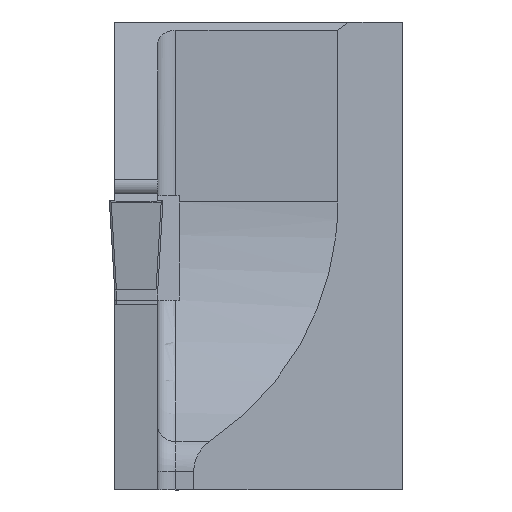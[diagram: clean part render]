
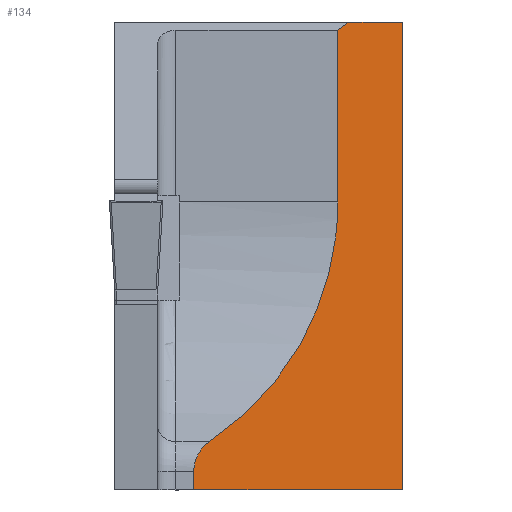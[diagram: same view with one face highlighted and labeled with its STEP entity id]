
A CAD part, left-side view. The second image highlights one B-rep face of the part: STEP entity #134.
In plain terms, the highlighted planar face has unit normal (-0.707, -0.707, 0).
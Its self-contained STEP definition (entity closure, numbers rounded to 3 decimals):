
#71=ELLIPSE('',#1767,2.828,2.);
#72=ELLIPSE('',#1769,22.627,16.);
#134=ADVANCED_FACE('',(#300),#222,.F.);
#222=PLANE('',#1778);
#300=FACE_OUTER_BOUND('',#392,.T.);
#392=EDGE_LOOP('',(#636,#637,#638,#639,#640,#641,#642,#643));
#636=ORIENTED_EDGE('',*,*,#1204,.F.);
#637=ORIENTED_EDGE('',*,*,#1197,.F.);
#638=ORIENTED_EDGE('',*,*,#1196,.F.);
#639=ORIENTED_EDGE('',*,*,#1193,.F.);
#640=ORIENTED_EDGE('',*,*,#1121,.F.);
#641=ORIENTED_EDGE('',*,*,#1125,.F.);
#642=ORIENTED_EDGE('',*,*,#1112,.F.);
#643=ORIENTED_EDGE('',*,*,#1209,.T.);
#958=VERTEX_POINT('',#2358);
#959=VERTEX_POINT('',#2359);
#967=VERTEX_POINT('',#2376);
#968=VERTEX_POINT('',#2378);
#1008=VERTEX_POINT('',#2515);
#1010=VERTEX_POINT('',#2521);
#1012=VERTEX_POINT('',#2527);
#1018=VERTEX_POINT('',#2541);
#1112=EDGE_CURVE('',#958,#959,#1351,.T.);
#1121=EDGE_CURVE('',#967,#968,#1360,.T.);
#1125=EDGE_CURVE('',#959,#967,#1363,.T.);
#1193=EDGE_CURVE('',#968,#1008,#1425,.T.);
#1196=EDGE_CURVE('',#1008,#1010,#71,.T.);
#1197=EDGE_CURVE('',#1010,#1012,#72,.T.);
#1204=EDGE_CURVE('',#1012,#1018,#1431,.T.);
#1209=EDGE_CURVE('',#958,#1018,#1434,.T.);
#1351=LINE('',#2357,#1541);
#1360=LINE('',#2377,#1550);
#1363=LINE('',#2384,#1553);
#1425=LINE('',#2518,#1615);
#1431=LINE('',#2540,#1621);
#1434=LINE('',#2550,#1624);
#1541=VECTOR('',#1883,1.);
#1550=VECTOR('',#1894,1.);
#1553=VECTOR('',#1901,1.);
#1615=VECTOR('',#2027,1.);
#1621=VECTOR('',#2049,1.);
#1624=VECTOR('',#2062,1.);
#1767=AXIS2_PLACEMENT_3D('',#2524,#2033,#2034);
#1769=AXIS2_PLACEMENT_3D('',#2526,#2037,#2038);
#1778=AXIS2_PLACEMENT_3D('',#2551,#2063,#2064);
#1883=DIRECTION('',(0.707,-0.707,0.));
#1894=DIRECTION('',(-0.707,0.707,0.));
#1901=DIRECTION('',(0.,0.,-1.));
#2027=DIRECTION('',(0.,0.,1.));
#2033=DIRECTION('',(0.707,0.707,0.));
#2034=DIRECTION('',(-0.707,0.707,0.));
#2037=DIRECTION('',(-0.707,-0.707,0.));
#2038=DIRECTION('',(-0.707,0.707,0.));
#2049=DIRECTION('',(0.,0.,1.));
#2062=DIRECTION('',(-0.624,0.624,-0.47));
#2063=DIRECTION('',(0.707,0.707,0.));
#2064=DIRECTION('',(0.707,-0.707,0.));
#2357=CARTESIAN_POINT('',(15.6,-12.,10.));
#2358=CARTESIAN_POINT('',(16.611,-13.011,10.));
#2359=CARTESIAN_POINT('',(19.6,-16.,10.));
#2376=CARTESIAN_POINT('',(19.6,-16.,-16.));
#2377=CARTESIAN_POINT('',(8.,-4.4,-16.));
#2378=CARTESIAN_POINT('',(8.,-4.4,-16.));
#2384=CARTESIAN_POINT('',(19.6,-16.,-22.));
#2515=CARTESIAN_POINT('',(8.,-4.4,-14.967));
#2518=CARTESIAN_POINT('',(8.,-4.4,-22.));
#2521=CARTESIAN_POINT('',(8.889,-5.289,-13.304));
#2524=CARTESIAN_POINT('',(10.,-6.4,-14.967));
#2526=CARTESIAN_POINT('',(0.,3.6,0.));
#2527=CARTESIAN_POINT('',(16.,-12.4,0.));
#2540=CARTESIAN_POINT('',(16.,-12.4,-22.));
#2541=CARTESIAN_POINT('',(16.,-12.4,9.539));
#2550=CARTESIAN_POINT('',(7.472,-3.872,3.113));
#2551=CARTESIAN_POINT('',(8.,-4.4,-22.));
